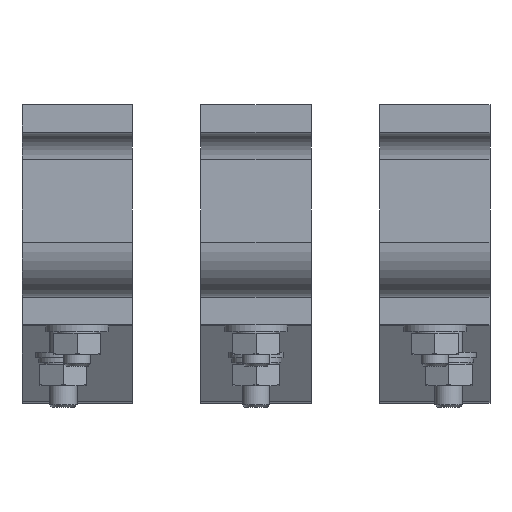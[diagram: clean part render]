
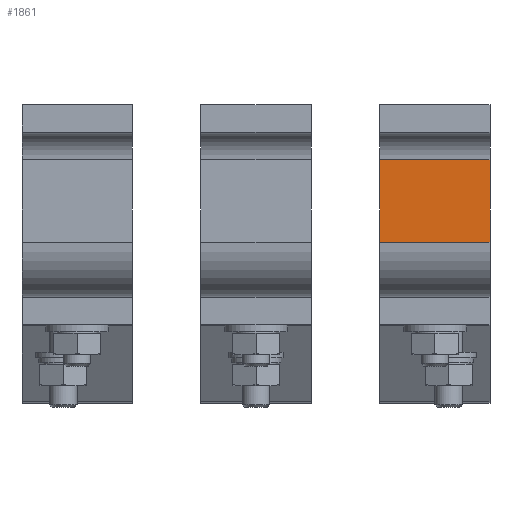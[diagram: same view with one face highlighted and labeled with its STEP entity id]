
A CAD part, front view. The second image highlights one B-rep face of the part: STEP entity #1861.
In plain terms, the highlighted planar face has unit normal (0, -1, 0).
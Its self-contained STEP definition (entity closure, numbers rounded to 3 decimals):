
#1861=ADVANCED_FACE('',(#3518),#3519,.F.);
#3518=FACE_OUTER_BOUND('',#5269,.T.);
#3519=PLANE('',#5270);
#5269=EDGE_LOOP('',(#8606,#8607,#8608,#8609));
#5270=AXIS2_PLACEMENT_3D('',#8610,#8611,#8612);
#8606=ORIENTED_EDGE('',*,*,#11510,.T.);
#8607=ORIENTED_EDGE('',*,*,#11597,.F.);
#8608=ORIENTED_EDGE('',*,*,#11519,.F.);
#8609=ORIENTED_EDGE('',*,*,#11595,.T.);
#8610=CARTESIAN_POINT('',(130.0,70.0,40.));
#8611=DIRECTION('',(0.,1.0,0.));
#8612=DIRECTION('',(-1.0,0.,0.));
#11510=EDGE_CURVE('',#13661,#13667,#13668,.T.);
#11519=EDGE_CURVE('',#13652,#13673,#13682,.T.);
#11595=EDGE_CURVE('',#13652,#13661,#13790,.T.);
#11597=EDGE_CURVE('',#13673,#13667,#13792,.T.);
#13652=VERTEX_POINT('',#17222);
#13661=VERTEX_POINT('',#17234);
#13667=VERTEX_POINT('',#17241);
#13668=LINE('',#17242,#17243);
#13673=VERTEX_POINT('',#17250);
#13682=LINE('',#17261,#17262);
#13790=LINE('',#17423,#17424);
#13792=LINE('',#17426,#17427);
#17222=CARTESIAN_POINT('',(130.0,70.0,60.));
#17234=CARTESIAN_POINT('',(170.0,70.0,60.));
#17241=CARTESIAN_POINT('',(170.0,70.0,90.));
#17242=CARTESIAN_POINT('',(170.0,70.0,40.));
#17243=VECTOR('',#19952,1000.0);
#17250=CARTESIAN_POINT('',(130.0,70.0,90.));
#17261=CARTESIAN_POINT('',(130.0,70.0,40.));
#17262=VECTOR('',#19963,1000.0);
#17423=CARTESIAN_POINT('',(130.0,70.0,60.));
#17424=VECTOR('',#20023,1000.0);
#17426=CARTESIAN_POINT('',(130.0,70.0,90.));
#17427=VECTOR('',#20024,1000.0);
#19952=DIRECTION('',(0.,0.,1.0));
#19963=DIRECTION('',(0.,0.,1.0));
#20023=DIRECTION('',(1.0,0.,0.));
#20024=DIRECTION('',(1.0,0.,0.));
